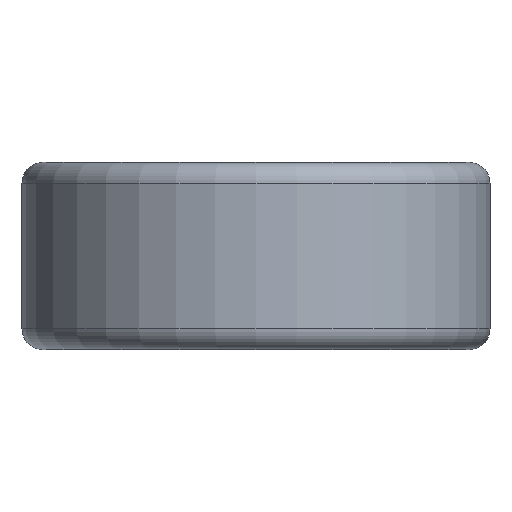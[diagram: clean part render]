
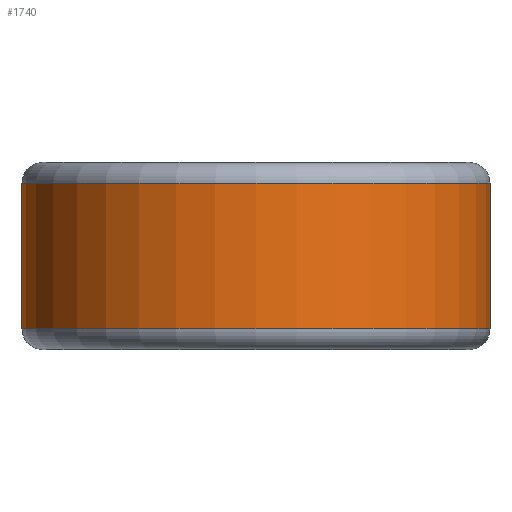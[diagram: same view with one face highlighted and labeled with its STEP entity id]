
A CAD part, front view. The second image highlights one B-rep face of the part: STEP entity #1740.
In plain terms, the highlighted cylindrical face has radius 4.5 mm (diameter 9 mm), a partial arc.
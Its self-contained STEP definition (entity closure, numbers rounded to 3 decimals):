
#181=DIRECTION('',(0.,0.,1.));
#182=VECTOR('',#181,2.8);
#183=CARTESIAN_POINT('',(4.5,0.,0.4));
#184=LINE('',#183,#182);
#587=CARTESIAN_POINT('',(0.,0.,3.2));
#588=DIRECTION('',(0.,0.,1.));
#589=DIRECTION('',(-1.,0.,0.));
#590=AXIS2_PLACEMENT_3D('',#587,#588,#589);
#592=CARTESIAN_POINT('',(0.,0.,0.4));
#593=DIRECTION('',(0.,0.,-1.));
#594=DIRECTION('',(1.,0.,0.));
#595=AXIS2_PLACEMENT_3D('',#592,#593,#594);
#597=DIRECTION('',(0.,0.,1.));
#598=VECTOR('',#597,2.8);
#599=CARTESIAN_POINT('',(-4.5,0.,0.4));
#600=LINE('',#599,#598);
#669=CARTESIAN_POINT('',(-4.5,0.,3.2));
#670=CARTESIAN_POINT('',(4.5,0.,3.2));
#671=VERTEX_POINT('',#669);
#672=VERTEX_POINT('',#670);
#677=CARTESIAN_POINT('',(4.5,0.,0.4));
#678=CARTESIAN_POINT('',(-4.5,0.,0.4));
#679=VERTEX_POINT('',#677);
#680=VERTEX_POINT('',#678);
#1729=CARTESIAN_POINT('',(0.,0.,0.));
#1730=DIRECTION('',(0.,0.,1.));
#1731=DIRECTION('',(1.,0.,0.));
#1732=AXIS2_PLACEMENT_3D('',#1729,#1730,#1731);
#1733=CYLINDRICAL_SURFACE('',#1732,4.5);
#1734=ORIENTED_EDGE('',*,*,#1723,.T.);
#1735=ORIENTED_EDGE('',*,*,#731,.F.);
#1736=ORIENTED_EDGE('',*,*,#701,.T.);
#1737=ORIENTED_EDGE('',*,*,#728,.T.);
#1738=EDGE_LOOP('',(#1734,#1735,#1736,#1737));
#1739=FACE_OUTER_BOUND('',#1738,.F.);
#591=CIRCLE('',#590,4.5);
#596=CIRCLE('',#595,4.5);
#701=EDGE_CURVE('',#679,#680,#596,.T.);
#728=EDGE_CURVE('',#680,#671,#600,.T.);
#731=EDGE_CURVE('',#679,#672,#184,.T.);
#1723=EDGE_CURVE('',#671,#672,#591,.T.);
#1740=ADVANCED_FACE('',(#1739),#1733,.T.);
